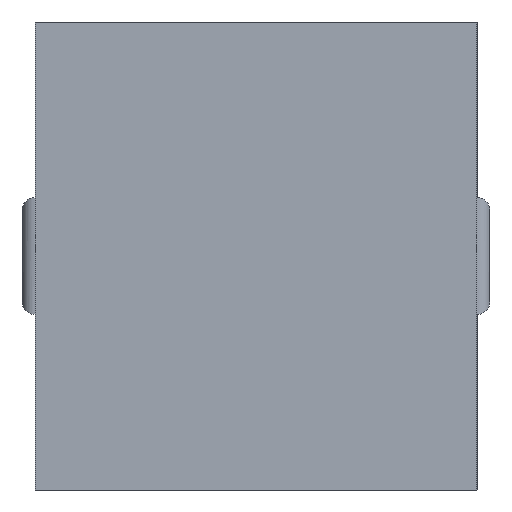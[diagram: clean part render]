
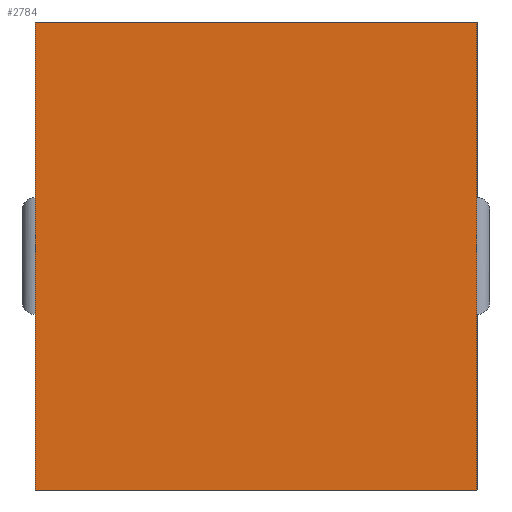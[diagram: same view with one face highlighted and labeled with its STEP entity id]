
A CAD part, front view. The second image highlights one B-rep face of the part: STEP entity #2784.
In plain terms, the highlighted planar face has unit normal (0, -1, 0).
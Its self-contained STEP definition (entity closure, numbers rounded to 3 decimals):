
#9 = EDGE_CURVE ( 'NONE', #2262, #1190, #296, .T. ) ;
#10 = FACE_OUTER_BOUND ( 'NONE', #173, .T. ) ;
#27 = ORIENTED_EDGE ( 'NONE', *, *, #1313, .F. ) ;
#55 = CARTESIAN_POINT ( 'NONE',  ( 0., 0., 0. ) ) ;
#173 = EDGE_LOOP ( 'NONE', ( #2000, #27, #1756, #2663 ) ) ;
#287 = VECTOR ( 'NONE', #2653, 1000. ) ;
#296 = LINE ( 'NONE', #2449, #1792 ) ;
#337 = VERTEX_POINT ( 'NONE', #2900 ) ;
#670 = EDGE_CURVE ( 'NONE', #2262, #3262, #2771, .T. ) ;
#834 = DIRECTION ( 'NONE',  ( 0., 0., 1. ) ) ;
#843 = CARTESIAN_POINT ( 'NONE',  ( 0., 0., 5.4 ) ) ;
#919 = DIRECTION ( 'NONE',  ( 0., 0., -1. ) ) ;
#959 = LINE ( 'NONE', #2415, #287 ) ;
#1133 = DIRECTION ( 'NONE',  ( 0., 0., -1. ) ) ;
#1166 = CARTESIAN_POINT ( 'NONE',  ( 5.1, 0., 5.4 ) ) ;
#1190 = VERTEX_POINT ( 'NONE', #2984 ) ;
#1313 = EDGE_CURVE ( 'NONE', #1190, #337, #2718, .T. ) ;
#1658 = CARTESIAN_POINT ( 'NONE',  ( 0., 0., 5.4 ) ) ;
#1756 = ORIENTED_EDGE ( 'NONE', *, *, #9, .F. ) ;
#1792 = VECTOR ( 'NONE', #2464, 1000. ) ;
#1899 = VECTOR ( 'NONE', #1133, 1000. ) ;
#2000 = ORIENTED_EDGE ( 'NONE', *, *, #2952, .T. ) ;
#2014 = VECTOR ( 'NONE', #919, 1000. ) ;
#2079 = PLANE ( 'NONE',  #2991 ) ;
#2262 = VERTEX_POINT ( 'NONE', #2868 ) ;
#2402 = DIRECTION ( 'NONE',  ( 0., 1., 0. ) ) ;
#2415 = CARTESIAN_POINT ( 'NONE',  ( 0., 0., 0. ) ) ;
#2449 = CARTESIAN_POINT ( 'NONE',  ( 0., 0., 5.4 ) ) ;
#2464 = DIRECTION ( 'NONE',  ( 1., 0., 0. ) ) ;
#2653 = DIRECTION ( 'NONE',  ( 1., 0., 0. ) ) ;
#2663 = ORIENTED_EDGE ( 'NONE', *, *, #670, .T. ) ;
#2718 = LINE ( 'NONE', #1166, #2014 ) ;
#2771 = LINE ( 'NONE', #1658, #1899 ) ;
#2784 = ADVANCED_FACE ( 'NONE', ( #10 ), #2079, .F. ) ;
#2868 = CARTESIAN_POINT ( 'NONE',  ( 0., 0., 5.4 ) ) ;
#2900 = CARTESIAN_POINT ( 'NONE',  ( 5.1, 0., 0. ) ) ;
#2952 = EDGE_CURVE ( 'NONE', #3262, #337, #959, .T. ) ;
#2984 = CARTESIAN_POINT ( 'NONE',  ( 5.1, 0., 5.4 ) ) ;
#2991 = AXIS2_PLACEMENT_3D ( 'NONE', #843, #2402, #834 ) ;
#3262 = VERTEX_POINT ( 'NONE', #55 ) ;
